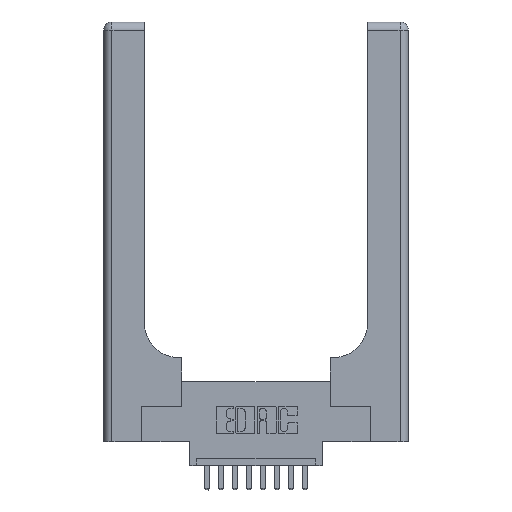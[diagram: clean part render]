
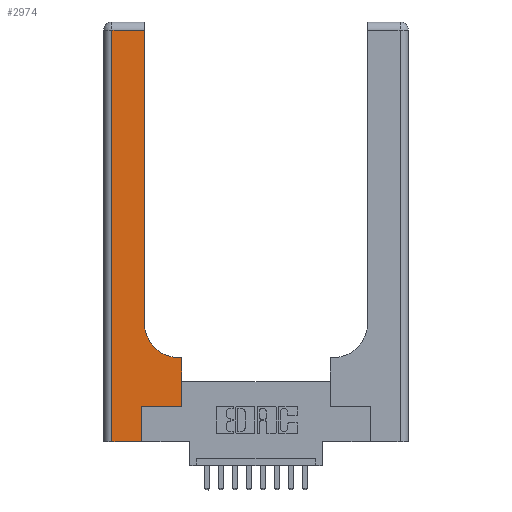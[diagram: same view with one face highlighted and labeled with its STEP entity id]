
A CAD part, top view. The second image highlights one B-rep face of the part: STEP entity #2974.
In plain terms, the highlighted planar face has unit normal (0, 0, 1).
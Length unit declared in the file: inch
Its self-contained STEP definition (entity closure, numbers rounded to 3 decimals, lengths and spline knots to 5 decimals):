
#67 = DIRECTION ( 'NONE',  ( 1., 0., 0. ) ) ;
#657 = CARTESIAN_POINT ( 'NONE',  ( 0.06, 3., 0.37 ) ) ;
#1321 = DIRECTION ( 'NONE',  ( -1., 0., 0. ) ) ;
#1554 = VERTEX_POINT ( 'NONE', #7127 ) ;
#1586 = VERTEX_POINT ( 'NONE', #8446 ) ;
#1615 = CARTESIAN_POINT ( 'NONE',  ( 0.5585, 0.25, 0.37 ) ) ;
#1731 = DIRECTION ( 'NONE',  ( 0., 1., 0. ) ) ;
#1776 = CARTESIAN_POINT ( 'NONE',  ( 0., 3., 0.37 ) ) ;
#2845 = VECTOR ( 'NONE', #14125, 39.37008 ) ;
#2974 = ADVANCED_FACE ( 'NONE', ( #7995 ), #9185, .F. ) ;
#3014 = ORIENTED_EDGE ( 'NONE', *, *, #7666, .T. ) ;
#3154 = AXIS2_PLACEMENT_3D ( 'NONE', #13540, #14807, #67 ) ;
#3326 = CARTESIAN_POINT ( 'NONE',  ( 0.269, 0.25, 0.37 ) ) ;
#3332 = CIRCLE ( 'NONE', #3154, 0.25 ) ;
#3380 = LINE ( 'NONE', #4806, #7251 ) ;
#3720 = VECTOR ( 'NONE', #9288, 39.37008 ) ;
#4123 = VERTEX_POINT ( 'NONE', #7520 ) ;
#4449 = CARTESIAN_POINT ( 'NONE',  ( 0.269, 0., 0.37 ) ) ;
#4604 = VERTEX_POINT ( 'NONE', #4664 ) ;
#4664 = CARTESIAN_POINT ( 'NONE',  ( 0.06, 2.94, 0.37 ) ) ;
#4806 = CARTESIAN_POINT ( 'NONE',  ( 0.269, 0., 0.37 ) ) ;
#5208 = LINE ( 'NONE', #12337, #13544 ) ;
#5267 = ORIENTED_EDGE ( 'NONE', *, *, #15349, .T. ) ;
#5925 = EDGE_CURVE ( 'NONE', #1586, #4123, #12928, .T. ) ;
#5930 = AXIS2_PLACEMENT_3D ( 'NONE', #1776, #9240, #15605 ) ;
#6564 = CARTESIAN_POINT ( 'NONE',  ( 0.2915, 3., 0.37 ) ) ;
#6585 = CARTESIAN_POINT ( 'NONE',  ( 0., 0., 0.37 ) ) ;
#6663 = ORIENTED_EDGE ( 'NONE', *, *, #8765, .T. ) ;
#7127 = CARTESIAN_POINT ( 'NONE',  ( 0.5585, 0.6, 0.37 ) ) ;
#7251 = VECTOR ( 'NONE', #7255, 39.37008 ) ;
#7255 = DIRECTION ( 'NONE',  ( 0., 1., 0. ) ) ;
#7520 = CARTESIAN_POINT ( 'NONE',  ( 0.5585, 0.25, 0.37 ) ) ;
#7666 = EDGE_CURVE ( 'NONE', #10797, #4604, #5208, .T. ) ;
#7995 = FACE_OUTER_BOUND ( 'NONE', #13592, .T. ) ;
#8161 = ORIENTED_EDGE ( 'NONE', *, *, #12847, .T. ) ;
#8446 = CARTESIAN_POINT ( 'NONE',  ( 0.269, 0.25, 0.37 ) ) ;
#8468 = LINE ( 'NONE', #12406, #12362 ) ;
#8765 = EDGE_CURVE ( 'NONE', #1554, #10345, #8468, .T. ) ;
#8840 = EDGE_CURVE ( 'NONE', #15852, #10797, #8851, .T. ) ;
#8851 = LINE ( 'NONE', #6564, #2845 ) ;
#8991 = ORIENTED_EDGE ( 'NONE', *, *, #13880, .T. ) ;
#9061 = CARTESIAN_POINT ( 'NONE',  ( 0.2915, 0.85, 0.37 ) ) ;
#9096 = CARTESIAN_POINT ( 'NONE',  ( 0.2915, 2.94, 0.37 ) ) ;
#9185 = PLANE ( 'NONE',  #5930 ) ;
#9240 = DIRECTION ( 'NONE',  ( 0., 0., -1. ) ) ;
#9288 = DIRECTION ( 'NONE',  ( 0., -1., 0. ) ) ;
#9403 = VERTEX_POINT ( 'NONE', #4449 ) ;
#9519 = LINE ( 'NONE', #6585, #13190 ) ;
#9644 = DIRECTION ( 'NONE',  ( 1., 0., 0. ) ) ;
#9741 = LINE ( 'NONE', #1615, #13815 ) ;
#10156 = DIRECTION ( 'NONE',  ( -1., 0., 0. ) ) ;
#10185 = CARTESIAN_POINT ( 'NONE',  ( 0.5415, 0.6, 0.37 ) ) ;
#10345 = VERTEX_POINT ( 'NONE', #10185 ) ;
#10797 = VERTEX_POINT ( 'NONE', #9096 ) ;
#10912 = VERTEX_POINT ( 'NONE', #11826 ) ;
#11153 = ORIENTED_EDGE ( 'NONE', *, *, #8840, .T. ) ;
#11586 = DIRECTION ( 'NONE',  ( 1., 0., 0. ) ) ;
#11826 = CARTESIAN_POINT ( 'NONE',  ( 0.06, 0., 0.37 ) ) ;
#12057 = LINE ( 'NONE', #657, #3720 ) ;
#12183 = VECTOR ( 'NONE', #9644, 39.37008 ) ;
#12337 = CARTESIAN_POINT ( 'NONE',  ( 0., 2.94, 0.37 ) ) ;
#12362 = VECTOR ( 'NONE', #10156, 39.37008 ) ;
#12406 = CARTESIAN_POINT ( 'NONE',  ( 0.2915, 0.6, 0.37 ) ) ;
#12428 = EDGE_CURVE ( 'NONE', #4123, #1554, #9741, .T. ) ;
#12847 = EDGE_CURVE ( 'NONE', #10345, #15852, #3332, .T. ) ;
#12928 = LINE ( 'NONE', #3326, #12183 ) ;
#13190 = VECTOR ( 'NONE', #11586, 39.37008 ) ;
#13437 = ORIENTED_EDGE ( 'NONE', *, *, #15389, .T. ) ;
#13540 = CARTESIAN_POINT ( 'NONE',  ( 0.5415, 0.85, 0.37 ) ) ;
#13544 = VECTOR ( 'NONE', #1321, 39.37008 ) ;
#13592 = EDGE_LOOP ( 'NONE', ( #11153, #3014, #5267, #13437, #8991, #15464, #15630, #6663, #8161 ) ) ;
#13815 = VECTOR ( 'NONE', #1731, 39.37008 ) ;
#13880 = EDGE_CURVE ( 'NONE', #9403, #1586, #3380, .T. ) ;
#14125 = DIRECTION ( 'NONE',  ( 0., 1., 0. ) ) ;
#14807 = DIRECTION ( 'NONE',  ( 0., 0., -1. ) ) ;
#15349 = EDGE_CURVE ( 'NONE', #4604, #10912, #12057, .T. ) ;
#15389 = EDGE_CURVE ( 'NONE', #10912, #9403, #9519, .T. ) ;
#15464 = ORIENTED_EDGE ( 'NONE', *, *, #5925, .T. ) ;
#15605 = DIRECTION ( 'NONE',  ( -1., 0., 0. ) ) ;
#15630 = ORIENTED_EDGE ( 'NONE', *, *, #12428, .T. ) ;
#15852 = VERTEX_POINT ( 'NONE', #9061 ) ;
